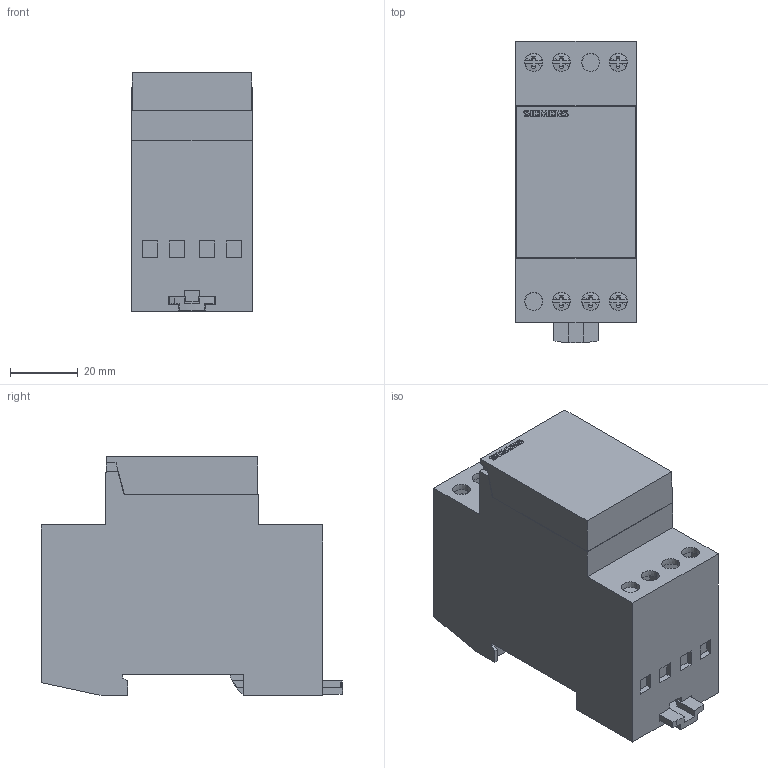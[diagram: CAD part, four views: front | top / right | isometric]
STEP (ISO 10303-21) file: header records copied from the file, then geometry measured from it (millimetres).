
FILE_DESCRIPTION(('STEP AP214'),'1');
FILE_NAME('cctmp_2E883A9E-4349-458B-8360-D0B49EE841E1_2023_07_22_12_44_31_0611..stp','2023-07-22T10:44:32',('SIEMENS A&D'),('CADClick - www.CADClick.com'),'Spatial InterOp 3D postprocessed',' ','unknown authorization');
FILE_SCHEMA(('AUTOMOTIVE_DESIGN'));
Length unit declared in the file: millimetre
Products named in the file (1): 2023_07_22_12_44_31_0596
Bounding box: 35.6 x 88.89 x 70.3 mm (x, y, z)
Volume: 168291.1 mm3; surface area: 25594.1 mm2
Topology: 1 solids, 5 shells, 380 faces, 1039 edges, 698 vertices
Faces by surface type: plane 296, cone 28, sphere 24, cylinder 24, extrusion 8
Entity records: 13572 total; most frequent: CARTESIAN_POINT 2800, ORIENTED_EDGE 2078, DIRECTION 1861, EDGE_CURVE 1039, VERTEX_POINT 699, VECTOR 653, LINE 645, AXIS2_PLACEMENT_3D 604
